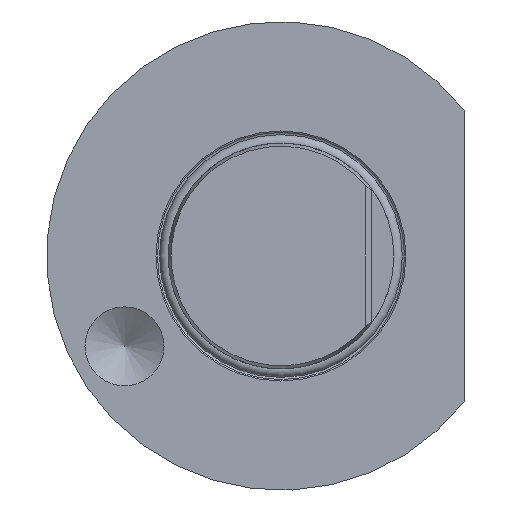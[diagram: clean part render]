
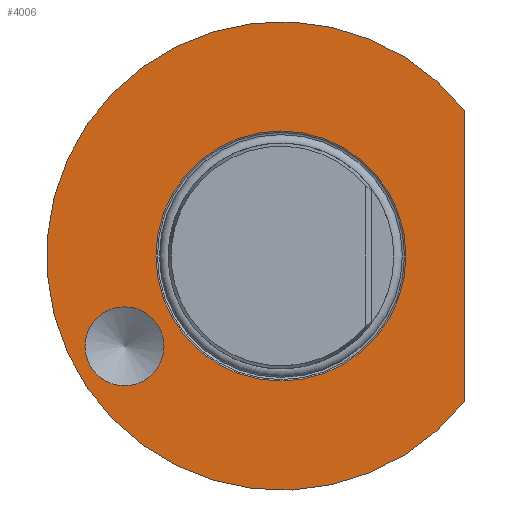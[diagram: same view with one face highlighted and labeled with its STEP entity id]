
A CAD part, front view. The second image highlights one B-rep face of the part: STEP entity #4006.
In plain terms, the highlighted planar face has unit normal (0, -1, 0).
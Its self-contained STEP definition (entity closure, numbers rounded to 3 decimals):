
#53 = DIRECTION ( 'NONE',  ( 0., 0., -1. ) ) ;
#221 = CARTESIAN_POINT ( 'NONE',  ( -22.15, 0., 0. ) ) ;
#228 = VERTEX_POINT ( 'NONE', #3629 ) ;
#549 = DIRECTION ( 'NONE',  ( 0., -1., 0. ) ) ;
#697 = EDGE_LOOP ( 'NONE', ( #4054 ) ) ;
#873 = EDGE_LOOP ( 'NONE', ( #5388 ) ) ;
#875 = FACE_OUTER_BOUND ( 'NONE', #2593, .T. ) ;
#1353 = EDGE_CURVE ( 'NONE', #2235, #228, #4480, .T. ) ;
#1453 = CARTESIAN_POINT ( 'NONE',  ( 0., 0., 0. ) ) ;
#2179 = FACE_BOUND ( 'NONE', #697, .T. ) ;
#2235 = VERTEX_POINT ( 'NONE', #2720 ) ;
#2349 = AXIS2_PLACEMENT_3D ( 'NONE', #1453, #4232, #4961 ) ;
#2494 = AXIS2_PLACEMENT_3D ( 'NONE', #6872, #3441, #53 ) ;
#2593 = EDGE_LOOP ( 'NONE', ( #5022, #7110 ) ) ;
#2637 = CARTESIAN_POINT ( 'NONE',  ( 0., 0., 0. ) ) ;
#2720 = CARTESIAN_POINT ( 'NONE',  ( 32.5, 0., 25.807 ) ) ;
#3186 = CARTESIAN_POINT ( 'NONE',  ( 32.5, 0., 0. ) ) ;
#3206 = DIRECTION ( 'NONE',  ( -1., 0., 0. ) ) ;
#3327 = EDGE_CURVE ( 'NONE', #7231, #7231, #6209, .T. ) ;
#3441 = DIRECTION ( 'NONE',  ( 0., -1., 0. ) ) ;
#3629 = CARTESIAN_POINT ( 'NONE',  ( 32.5, 0., -25.807 ) ) ;
#3902 = EDGE_CURVE ( 'NONE', #228, #2235, #6646, .T. ) ;
#3935 = CARTESIAN_POINT ( 'NONE',  ( -22.15, 0., 0. ) ) ;
#4006 = ADVANCED_FACE ( 'NONE', ( #875, #5209, #2179 ), #6743, .T. ) ;
#4014 = VERTEX_POINT ( 'NONE', #5903 ) ;
#4054 = ORIENTED_EDGE ( 'NONE', *, *, #3327, .T. ) ;
#4232 = DIRECTION ( 'NONE',  ( 0., 1., 0. ) ) ;
#4480 = LINE ( 'NONE', #3186, #5999 ) ;
#4497 = DIRECTION ( 'NONE',  ( 1., 0., 0. ) ) ;
#4553 = EDGE_CURVE ( 'NONE', #4014, #4014, #5434, .T. ) ;
#4961 = DIRECTION ( 'NONE',  ( -1., 0., 0. ) ) ;
#5022 = ORIENTED_EDGE ( 'NONE', *, *, #1353, .F. ) ;
#5209 = FACE_BOUND ( 'NONE', #873, .T. ) ;
#5388 = ORIENTED_EDGE ( 'NONE', *, *, #4553, .F. ) ;
#5434 = CIRCLE ( 'NONE', #2494, 7. ) ;
#5903 = CARTESIAN_POINT ( 'NONE',  ( -27.713, 0., -23. ) ) ;
#5999 = VECTOR ( 'NONE', #6598, 1000. ) ;
#6112 = AXIS2_PLACEMENT_3D ( 'NONE', #3935, #549, #4497 ) ;
#6209 = CIRCLE ( 'NONE', #2349, 22.15 ) ;
#6598 = DIRECTION ( 'NONE',  ( 0., 0., -1. ) ) ;
#6630 = DIRECTION ( 'NONE',  ( 0., 1., 0. ) ) ;
#6646 = CIRCLE ( 'NONE', #6647, 41.5 ) ;
#6647 = AXIS2_PLACEMENT_3D ( 'NONE', #2637, #6630, #3206 ) ;
#6743 = PLANE ( 'NONE',  #6112 ) ;
#6872 = CARTESIAN_POINT ( 'NONE',  ( -27.713, 0., -16. ) ) ;
#7110 = ORIENTED_EDGE ( 'NONE', *, *, #3902, .F. ) ;
#7231 = VERTEX_POINT ( 'NONE', #221 ) ;
